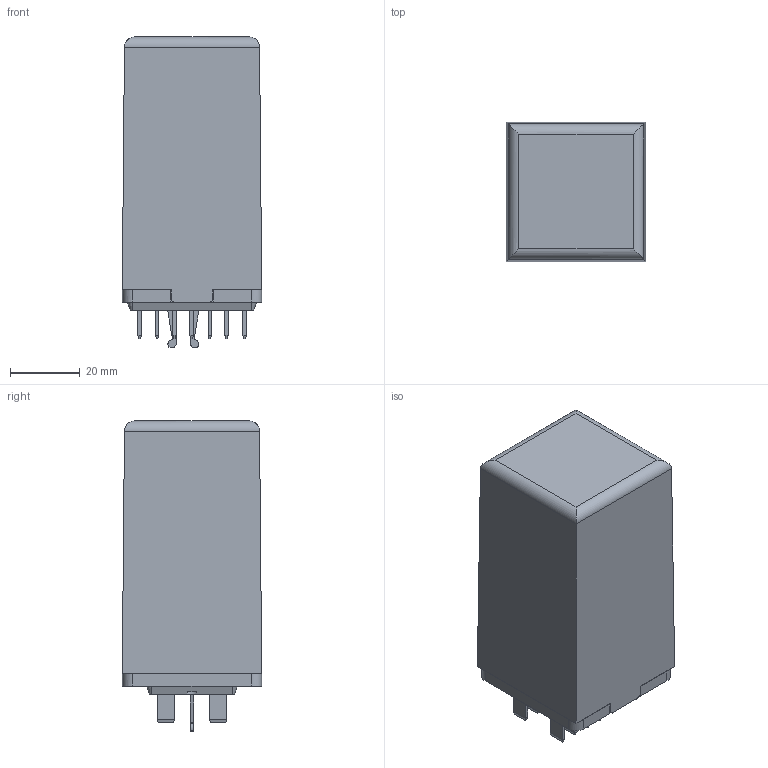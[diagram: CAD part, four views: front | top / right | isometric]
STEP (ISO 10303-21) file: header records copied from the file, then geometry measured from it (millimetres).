
FILE_DESCRIPTION((''),'2;1');
FILE_NAME('Montpl+kap hoog.stp','2010-09-16T14:01:20',('oey'),(''),'Autodesk Inventor 2011','Autodesk Inventor 2011','');
FILE_SCHEMA(('AUTOMOTIVE_DESIGN { 1 0 10303 214 1 1 1 1 }'));
Length unit declared in the file: millimetre
Products named in the file (1): Montpl+kap hoog
Bounding box: 40 x 40.06 x 88.9 mm (x, y, z)
Volume: 31165.1 mm3; surface area: 31527.7 mm2
Topology: 1 solids, 1 shells, 589 faces, 1550 edges, 1006 vertices
Faces by surface type: plane 420, bspline 84, cylinder 80, cone 4, torus 1
Full cylindrical faces by diameter (mm): 1.7 x1, 2.7 x1, 4 x8
Entity records: 19196 total; most frequent: CARTESIAN_POINT 4475, ORIENTED_EDGE 3074, DIRECTION 2555, EDGE_CURVE 1537, VECTOR 1195, LINE 1195, VERTEX_POINT 1004, AXIS2_PLACEMENT_3D 680
